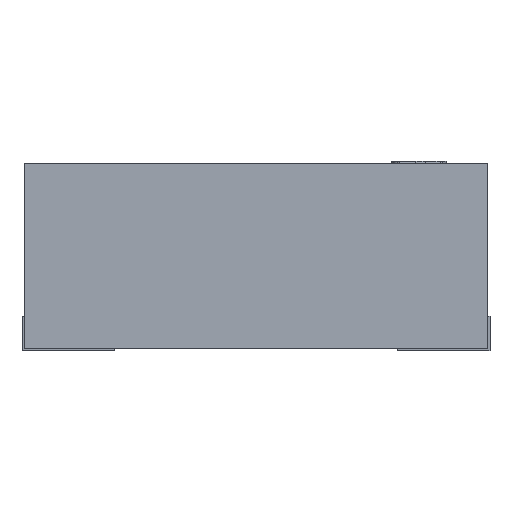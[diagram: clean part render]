
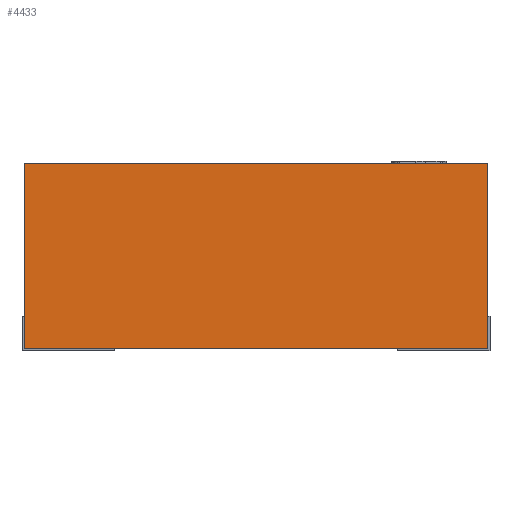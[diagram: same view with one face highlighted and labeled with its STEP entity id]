
A CAD part, front view. The second image highlights one B-rep face of the part: STEP entity #4433.
In plain terms, the highlighted planar face has unit normal (0, -1, 0).
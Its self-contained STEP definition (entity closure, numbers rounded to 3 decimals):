
#112 = DIRECTION ( 'NONE',  ( 1., 0., 0. ) ) ;
#736 = PLANE ( 'NONE',  #12211 ) ;
#930 = CARTESIAN_POINT ( 'NONE',  ( -1., -1., 0.01 ) ) ;
#1112 = LINE ( 'NONE', #11762, #1575 ) ;
#1199 = CARTESIAN_POINT ( 'NONE',  ( -1., -1., 0.01 ) ) ;
#1289 = LINE ( 'NONE', #1199, #8223 ) ;
#1575 = VECTOR ( 'NONE', #7070, 1000. ) ;
#1683 = CARTESIAN_POINT ( 'NONE',  ( -1., -1., 0.81 ) ) ;
#1962 = CARTESIAN_POINT ( 'NONE',  ( 1., -1., 0.01 ) ) ;
#1993 = DIRECTION ( 'NONE',  ( 0., 0., -1. ) ) ;
#2318 = VERTEX_POINT ( 'NONE', #13477 ) ;
#2365 = CARTESIAN_POINT ( 'NONE',  ( -1., -1., 0.81 ) ) ;
#2459 = DIRECTION ( 'NONE',  ( 1., 0., 0. ) ) ;
#2641 = VECTOR ( 'NONE', #112, 1000. ) ;
#3253 = VERTEX_POINT ( 'NONE', #1683 ) ;
#3384 = EDGE_CURVE ( 'NONE', #3253, #4165, #6924, .T. ) ;
#3448 = DIRECTION ( 'NONE',  ( 0., 1., 0. ) ) ;
#3559 = EDGE_CURVE ( 'NONE', #3253, #2318, #13088, .T. ) ;
#4165 = VERTEX_POINT ( 'NONE', #930 ) ;
#4406 = FACE_OUTER_BOUND ( 'NONE', #13148, .T. ) ;
#4433 = ADVANCED_FACE ( 'NONE', ( #4406 ), #736, .F. ) ;
#5923 = ORIENTED_EDGE ( 'NONE', *, *, #3384, .T. ) ;
#6924 = LINE ( 'NONE', #11767, #9390 ) ;
#7070 = DIRECTION ( 'NONE',  ( 0., 0., -1. ) ) ;
#7549 = ORIENTED_EDGE ( 'NONE', *, *, #15314, .F. ) ;
#7882 = VERTEX_POINT ( 'NONE', #1962 ) ;
#8223 = VECTOR ( 'NONE', #2459, 1000. ) ;
#9390 = VECTOR ( 'NONE', #1993, 1000. ) ;
#9410 = ORIENTED_EDGE ( 'NONE', *, *, #11710, .T. ) ;
#9812 = ORIENTED_EDGE ( 'NONE', *, *, #3559, .F. ) ;
#10372 = CARTESIAN_POINT ( 'NONE',  ( -1., -1., 0.81 ) ) ;
#11601 = DIRECTION ( 'NONE',  ( 0., 0., 1. ) ) ;
#11710 = EDGE_CURVE ( 'NONE', #4165, #7882, #1289, .T. ) ;
#11762 = CARTESIAN_POINT ( 'NONE',  ( 1., -1., 0.81 ) ) ;
#11767 = CARTESIAN_POINT ( 'NONE',  ( -1., -1., 0.81 ) ) ;
#12211 = AXIS2_PLACEMENT_3D ( 'NONE', #10372, #3448, #11601 ) ;
#13088 = LINE ( 'NONE', #2365, #2641 ) ;
#13148 = EDGE_LOOP ( 'NONE', ( #9410, #7549, #9812, #5923 ) ) ;
#13477 = CARTESIAN_POINT ( 'NONE',  ( 1., -1., 0.81 ) ) ;
#15314 = EDGE_CURVE ( 'NONE', #2318, #7882, #1112, .T. ) ;
